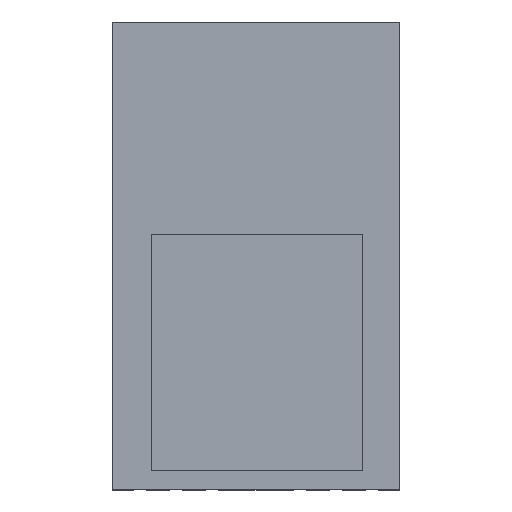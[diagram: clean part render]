
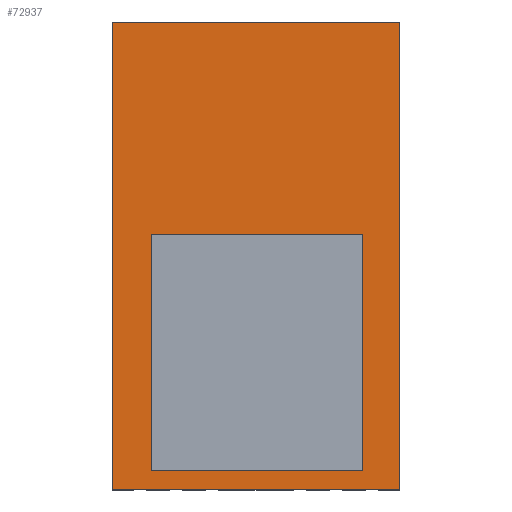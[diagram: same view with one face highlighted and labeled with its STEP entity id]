
A CAD part, top view. The second image highlights one B-rep face of the part: STEP entity #72937.
In plain terms, the highlighted face is planar.
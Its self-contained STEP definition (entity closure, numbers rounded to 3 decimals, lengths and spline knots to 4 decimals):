
#26152=DIRECTION('',(1.,0.,0.));
#26153=VECTOR('',#26152,4.);
#26154=CARTESIAN_POINT('',(-2.,0.85,3.25));
#26155=LINE('',#26154,#26153);
#26159=DIRECTION('',(0.,0.,1.));
#26160=VECTOR('',#26159,6.5);
#26161=CARTESIAN_POINT('',(-2.,0.85,-3.25));
#26162=LINE('',#26161,#26160);
#26166=DIRECTION('',(-1.,0.,0.));
#26167=VECTOR('',#26166,4.);
#26168=CARTESIAN_POINT('',(2.,0.85,-3.25));
#26169=LINE('',#26168,#26167);
#26173=DIRECTION('',(0.,0.,-1.));
#26174=VECTOR('',#26173,6.5);
#26175=CARTESIAN_POINT('',(2.,0.85,3.25));
#26176=LINE('',#26175,#26174);
#26180=DIRECTION('',(1.,0.,0.));
#26181=VECTOR('',#26180,2.932);
#26182=CARTESIAN_POINT('',(-1.4533,0.85,2.983));
#26183=LINE('',#26182,#26181);
#26187=DIRECTION('',(0.,0.,-1.));
#26188=VECTOR('',#26187,3.282);
#26189=CARTESIAN_POINT('',(1.4787,0.85,2.983));
#26190=LINE('',#26189,#26188);
#26194=DIRECTION('',(-1.,0.,0.));
#26195=VECTOR('',#26194,2.932);
#26196=CARTESIAN_POINT('',(1.4787,0.85,-0.299));
#26197=LINE('',#26196,#26195);
#26201=DIRECTION('',(0.,0.,1.));
#26202=VECTOR('',#26201,3.282);
#26203=CARTESIAN_POINT('',(-1.4533,0.85,-0.299));
#26204=LINE('',#26203,#26202);
#45243=CARTESIAN_POINT('',(-2.,0.85,3.25));
#45244=CARTESIAN_POINT('',(2.,0.85,3.25));
#45245=VERTEX_POINT('',#45243);
#45246=VERTEX_POINT('',#45244);
#45247=CARTESIAN_POINT('',(2.,0.85,-3.25));
#45248=VERTEX_POINT('',#45247);
#45249=CARTESIAN_POINT('',(-2.,0.85,-3.25));
#45250=VERTEX_POINT('',#45249);
#53531=CARTESIAN_POINT('',(-1.4533,0.85,2.983));
#53532=CARTESIAN_POINT('',(1.4787,0.85,2.983));
#53533=VERTEX_POINT('',#53531);
#53534=VERTEX_POINT('',#53532);
#53535=CARTESIAN_POINT('',(1.4787,0.85,-0.299));
#53536=VERTEX_POINT('',#53535);
#53537=CARTESIAN_POINT('',(-1.4533,0.85,-0.299));
#53538=VERTEX_POINT('',#53537);
#72915=CARTESIAN_POINT('',(0.,0.85,0.));
#72916=DIRECTION('',(0.,1.,0.));
#72917=DIRECTION('',(1.,0.,0.));
#72918=AXIS2_PLACEMENT_3D('',#72915,#72916,#72917);
#72919=PLANE('',#72918);
#72920=ORIENTED_EDGE('',*,*,#55621,.F.);
#72921=ORIENTED_EDGE('',*,*,#54851,.F.);
#72923=ORIENTED_EDGE('',*,*,#72922,.F.);
#72924=ORIENTED_EDGE('',*,*,#56364,.F.);
#72925=EDGE_LOOP('',(#72920,#72921,#72923,#72924));
#72926=FACE_OUTER_BOUND('',#72925,.F.);
#72928=ORIENTED_EDGE('',*,*,#72927,.T.);
#72930=ORIENTED_EDGE('',*,*,#72929,.T.);
#72932=ORIENTED_EDGE('',*,*,#72931,.T.);
#72934=ORIENTED_EDGE('',*,*,#72933,.T.);
#72935=EDGE_LOOP('',(#72928,#72930,#72932,#72934));
#72936=FACE_BOUND('',#72935,.F.);
#72937=ADVANCED_FACE('',(#72926,#72936),#72919,.T.);
#54851=EDGE_CURVE('',#45250,#45245,#26162,.T.);
#55621=EDGE_CURVE('',#45245,#45246,#26155,.T.);
#56364=EDGE_CURVE('',#45246,#45248,#26176,.T.);
#72922=EDGE_CURVE('',#45248,#45250,#26169,.T.);
#72927=EDGE_CURVE('',#53533,#53534,#26183,.T.);
#72929=EDGE_CURVE('',#53534,#53536,#26190,.T.);
#72931=EDGE_CURVE('',#53536,#53538,#26197,.T.);
#72933=EDGE_CURVE('',#53538,#53533,#26204,.T.);
